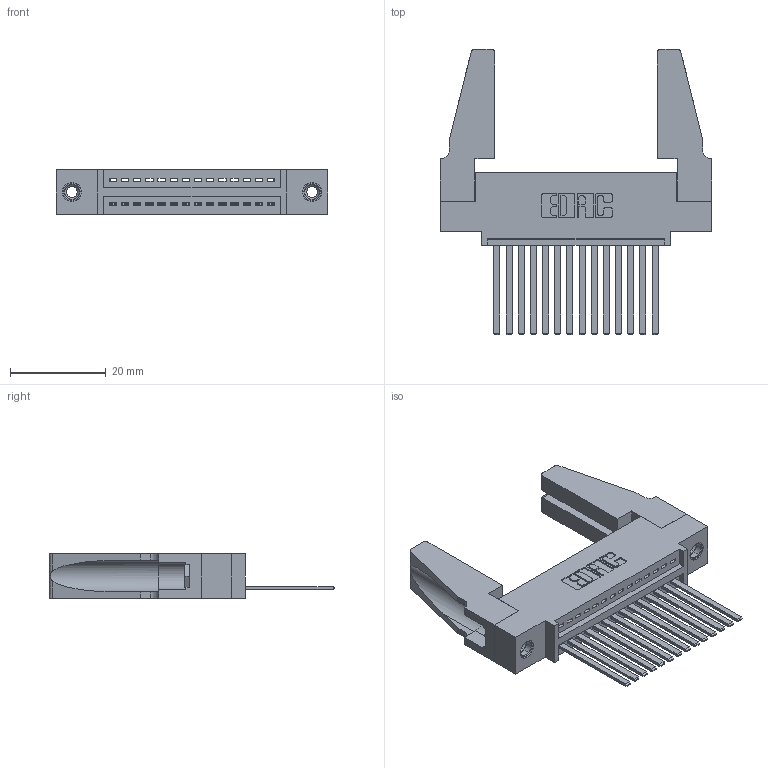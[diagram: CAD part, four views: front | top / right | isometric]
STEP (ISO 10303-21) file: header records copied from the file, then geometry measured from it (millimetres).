
FILE_DESCRIPTION (( 'STEP AP203' ), '1' );
FILE_NAME ('345-014-544-488.STEP', '2019-10-04T11:18:33', ( '' ), ( '' ), 'SwSTEP 2.0', 'SolidWorks 2016', '' );
FILE_SCHEMA (( 'CONFIG_CONTROL_DESIGN' ));
Length unit declared in the file: inch
Products named in the file (5): 345-250-001_345-250-001-102; 345-292-001_345-293-144; 345-220-078_345-220-088; 345 Part_0.110 Offset - 0.156 Dia-TH; 345-014-544-488
Assembly tree (19 placements, depth 2):
  345-014-544-488
    345 Part_0.110 Offset - 0.156 Dia-TH
    345-292-001_345-293-144  x14
    345-250-001_345-250-001-102  x2
    345-220-078_345-220-088  x2
Bounding box: 56.79 x 59.61 x 9.4 mm (x, y, z)
Volume: 8506.3 mm3; surface area: 10299.2 mm2
Topology: 19 solids, 19 shells, 982 faces, 2879 edges, 1890 vertices
Faces by surface type: plane 660, cylinder 306, cone 12, torus 4
Entity records: 16402 total; most frequent: CARTESIAN_POINT 2832, ORIENTED_EDGE 2740, DIRECTION 2518, EDGE_CURVE 1370, VECTOR 1144, LINE 1144, VERTEX_POINT 906, AXIS2_PLACEMENT_3D 687
